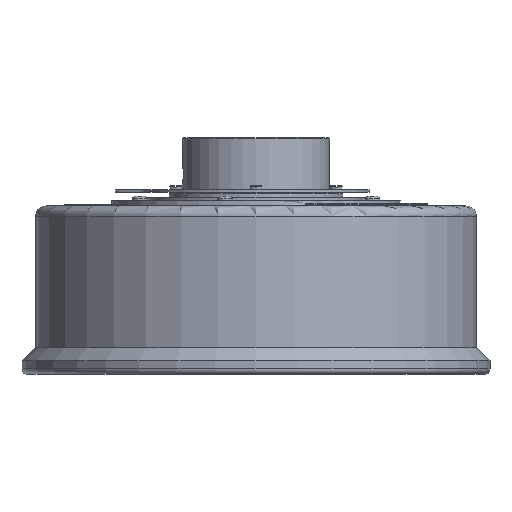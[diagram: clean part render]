
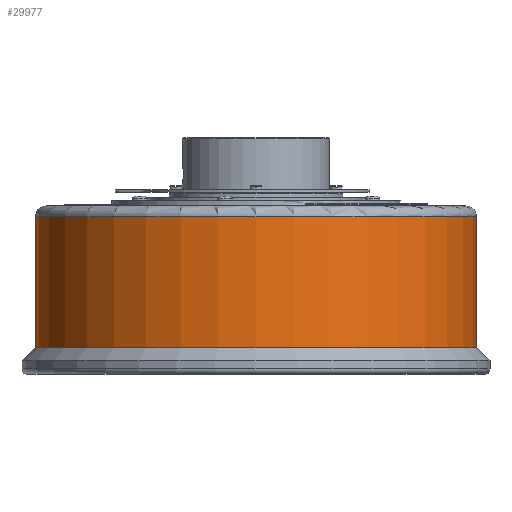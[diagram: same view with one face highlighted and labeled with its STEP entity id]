
A CAD part, front view. The second image highlights one B-rep face of the part: STEP entity #29977.
In plain terms, the highlighted cylindrical face has radius 82.5 mm (diameter 165 mm), a full revolution.
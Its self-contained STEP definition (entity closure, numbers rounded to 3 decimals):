
#112=CYLINDRICAL_SURFACE('',#31140,82.5);
#253=CIRCLE('',#31132,82.5);
#260=CIRCLE('',#31141,82.5);
#8661=ORIENTED_EDGE('',*,*,#12278,.T.);
#8662=ORIENTED_EDGE('',*,*,#12287,.F.);
#12278=EDGE_CURVE('',#14462,#14462,#253,.T.);
#12287=EDGE_CURVE('',#14471,#14471,#260,.T.);
#14462=VERTEX_POINT('',#49835);
#14471=VERTEX_POINT('',#49855);
#16863=EDGE_LOOP('',(#8661));
#16864=EDGE_LOOP('',(#8662));
#18537=FACE_BOUND('',#16863,.T.);
#18538=FACE_BOUND('',#16864,.T.);
#29977=ADVANCED_FACE('',(#18537,#18538),#112,.T.);
#31132=AXIS2_PLACEMENT_3D('',#49834,#34730,#34731);
#31140=AXIS2_PLACEMENT_3D('',#49853,#34748,#34749);
#31141=AXIS2_PLACEMENT_3D('',#49854,#34750,#34751);
#34730=DIRECTION('',(0.,0.,-1.));
#34731=DIRECTION('',(-1.,0.,0.));
#34748=DIRECTION('',(0.,0.,-1.));
#34749=DIRECTION('',(-1.,0.,0.));
#34750=DIRECTION('',(0.,0.,-1.));
#34751=DIRECTION('',(-1.,0.,0.));
#49834=CARTESIAN_POINT('',(0.,0.,39.));
#49835=CARTESIAN_POINT('',(-82.5,0.,39.));
#49853=CARTESIAN_POINT('',(0.,0.,84.));
#49854=CARTESIAN_POINT('',(0.,0.,-10.));
#49855=CARTESIAN_POINT('',(-82.5,0.,-10.));
